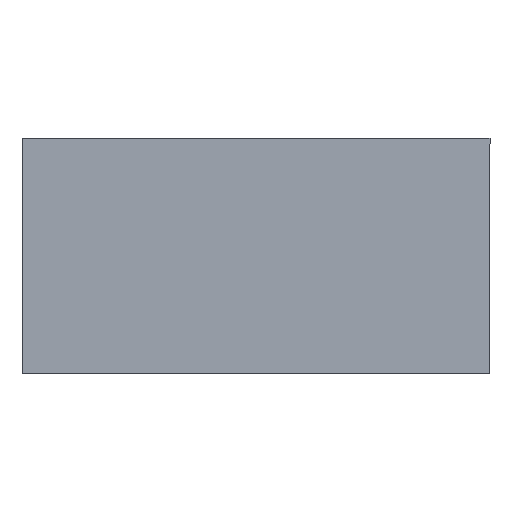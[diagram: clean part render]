
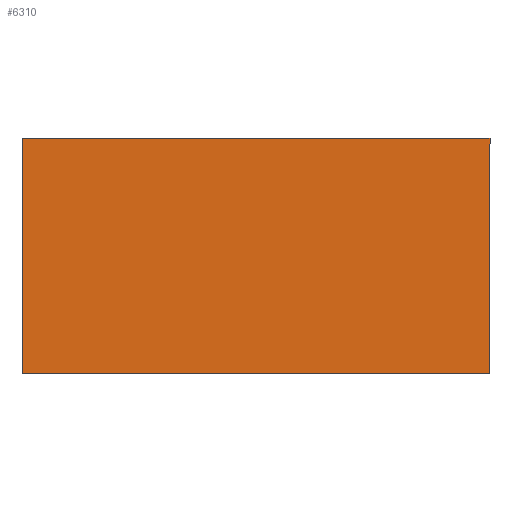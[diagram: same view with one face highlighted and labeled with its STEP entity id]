
A CAD part, top view. The second image highlights one B-rep face of the part: STEP entity #6310.
In plain terms, the highlighted planar face has unit normal (0, 0, 1).
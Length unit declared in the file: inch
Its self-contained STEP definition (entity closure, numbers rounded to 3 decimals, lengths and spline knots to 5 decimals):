
#1335=FACE_OUTER_BOUND('',#1831,.T.);
#1831=EDGE_LOOP('',(#4336,#4337,#4338,#4339));
#2381=LINE('',#9433,#2603);
#2383=LINE('',#9437,#2605);
#2385=LINE('',#9441,#2607);
#2387=LINE('',#9444,#2609);
#2603=VECTOR('',#7655,0.3937);
#2605=VECTOR('',#7659,0.3937);
#2607=VECTOR('',#7663,0.3937);
#2609=VECTOR('',#7667,0.3937);
#2824=VERTEX_POINT('',#9430);
#2825=VERTEX_POINT('',#9432);
#2826=VERTEX_POINT('',#9436);
#2827=VERTEX_POINT('',#9440);
#3352=EDGE_CURVE('',#2825,#2824,#2381,.T.);
#3354=EDGE_CURVE('',#2826,#2825,#2383,.T.);
#3356=EDGE_CURVE('',#2827,#2826,#2385,.T.);
#3358=EDGE_CURVE('',#2824,#2827,#2387,.T.);
#4336=ORIENTED_EDGE('',*,*,#3358,.T.);
#4337=ORIENTED_EDGE('',*,*,#3356,.T.);
#4338=ORIENTED_EDGE('',*,*,#3354,.T.);
#4339=ORIENTED_EDGE('',*,*,#3352,.T.);
#6255=PLANE('',#6872);
#6310=ADVANCED_FACE('',(#1335),#6255,.T.);
#6872=AXIS2_PLACEMENT_3D('',#9445,#7668,#7669);
#7655=DIRECTION('',(0.,1.,0.));
#7659=DIRECTION('',(1.,0.,0.));
#7663=DIRECTION('',(0.,-1.,0.));
#7667=DIRECTION('',(-1.,0.,0.));
#7668=DIRECTION('center_axis',(0.,0.,1.));
#7669=DIRECTION('ref_axis',(1.,0.,0.));
#9430=CARTESIAN_POINT('',(24.375,12.25,3.75));
#9432=CARTESIAN_POINT('',(24.375,-12.25,3.75));
#9433=CARTESIAN_POINT('',(24.375,12.25,3.75));
#9436=CARTESIAN_POINT('',(-24.375,-12.25,3.75));
#9437=CARTESIAN_POINT('',(24.375,-12.25,3.75));
#9440=CARTESIAN_POINT('',(-24.375,12.25,3.75));
#9441=CARTESIAN_POINT('',(-24.375,-12.25,3.75));
#9444=CARTESIAN_POINT('',(-24.375,12.25,3.75));
#9445=CARTESIAN_POINT('Origin',(0.,0.,
3.75));
